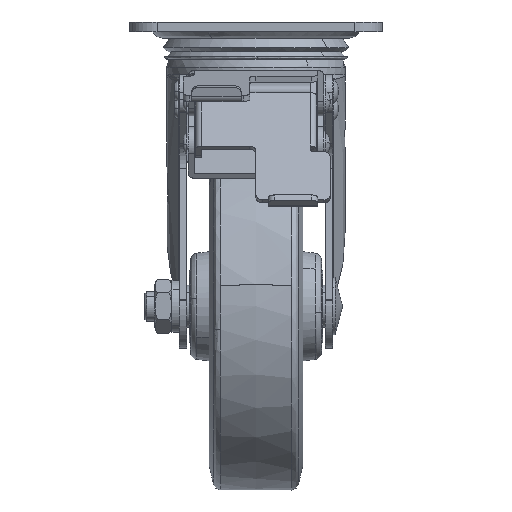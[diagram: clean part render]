
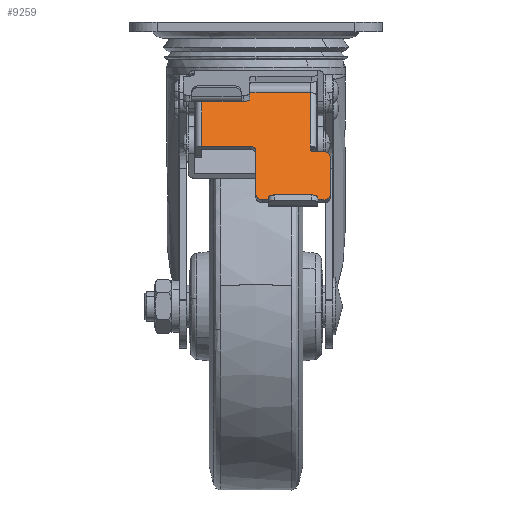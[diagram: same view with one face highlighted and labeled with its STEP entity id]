
A CAD part, left-side view. The second image highlights one B-rep face of the part: STEP entity #9259.
In plain terms, the highlighted free-form (B-spline) face has degree [1, 1] with [2, 2] control points.
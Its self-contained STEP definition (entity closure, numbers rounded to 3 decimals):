
#7787=CARTESIAN_POINT('',(-105.172,-23.25,-53.458));
#7788=VERTEX_POINT('',#7787);
#7789=CARTESIAN_POINT('',(-104.547,-22.0,-52.375));
#7790=VERTEX_POINT('',#7789);
#7791=CARTESIAN_POINT('',(-105.172,-23.25,-53.458));
#7792=CARTESIAN_POINT('',(-105.172,-23.086,-53.458));
#7793=CARTESIAN_POINT('',(-105.137,-22.739,-53.398));
#7794=CARTESIAN_POINT('',(-104.992,-22.327,-53.147));
#7795=CARTESIAN_POINT('',(-104.782,-22.061,-52.783));
#7796=CARTESIAN_POINT('',(-104.629,-22.,-52.517));
#7797=CARTESIAN_POINT('',(-104.547,-22.0,-52.375));
#7798=B_SPLINE_CURVE_WITH_KNOTS('',3,(#7791,#7792,#7793,#7794,#7795,#7796,#7797),.UNSPECIFIED.,.F.,.U.,(4,1,1,1,4),(0.,0.491,1.043,1.473,1.964),.UNSPECIFIED.);
#7799=EDGE_CURVE('',#7788,#7790,#7798,.T.);
#7921=CARTESIAN_POINT('',(-105.172,0.,-53.458));
#7922=VERTEX_POINT('',#7921);
#7928=CARTESIAN_POINT('',(-103.922,2.5,-51.293));
#7929=VERTEX_POINT('',#7928);
#7930=CARTESIAN_POINT('',(-103.922,2.5,-51.293));
#7931=CARTESIAN_POINT('',(-103.921,2.132,-51.293));
#7932=CARTESIAN_POINT('',(-103.984,1.58,-51.4));
#7933=CARTESIAN_POINT('',(-104.173,0.967,-51.728));
#7934=CARTESIAN_POINT('',(-104.371,0.55,-52.072));
#7935=CARTESIAN_POINT('',(-104.691,0.133,-52.626));
#7936=CARTESIAN_POINT('',(-104.988,-0.001,-53.139));
#7937=CARTESIAN_POINT('',(-105.172,0.,-53.458));
#7938=B_SPLINE_CURVE_WITH_KNOTS('',3,(#7930,#7931,#7932,#7933,#7934,#7935,#7936,#7937),.UNSPECIFIED.,.F.,.U.,(4,1,1,1,1,4),(0.,1.105,1.657,2.148,2.823,3.927),.UNSPECIFIED.);
#7939=EDGE_CURVE('',#7929,#7922,#7938,.T.);
#7963=CARTESIAN_POINT('',(-115.172,0.,-70.779));
#7964=VERTEX_POINT('',#7963);
#7965=CARTESIAN_POINT('',(-116.422,-2.5,-72.944));
#7966=VERTEX_POINT('',#7965);
#7967=CARTESIAN_POINT('',(-115.172,0.,-70.779));
#7968=CARTESIAN_POINT('',(-115.315,0.,-71.027));
#7969=CARTESIAN_POINT('',(-115.56,-0.085,-71.452));
#7970=CARTESIAN_POINT('',(-115.901,-0.428,-72.041));
#7971=CARTESIAN_POINT('',(-116.144,-0.879,-72.462));
#7972=CARTESIAN_POINT('',(-116.36,-1.58,-72.836));
#7973=CARTESIAN_POINT('',(-116.422,-2.132,-72.944));
#7974=CARTESIAN_POINT('',(-116.422,-2.5,-72.944));
#7975=B_SPLINE_CURVE_WITH_KNOTS('',3,(#7967,#7968,#7969,#7970,#7971,#7972,#7973,#7974),.UNSPECIFIED.,.F.,.U.,(4,1,1,1,1,4),(0.,0.859,1.473,2.27,2.823,3.927),.UNSPECIFIED.);
#7976=EDGE_CURVE('',#7964,#7966,#7975,.T.);
#8020=CARTESIAN_POINT('',(-116.422,-27.5,-72.944));
#8021=VERTEX_POINT('',#8020);
#8022=CARTESIAN_POINT('',(-115.172,-30.0,-70.779));
#8023=VERTEX_POINT('',#8022);
#8024=CARTESIAN_POINT('',(-116.422,-27.5,-72.944));
#8025=CARTESIAN_POINT('',(-116.422,-27.868,-72.944));
#8026=CARTESIAN_POINT('',(-116.35,-28.502,-72.82));
#8027=CARTESIAN_POINT('',(-116.081,-29.288,-72.353));
#8028=CARTESIAN_POINT('',(-115.693,-29.848,-71.682));
#8029=CARTESIAN_POINT('',(-115.356,-30.001,-71.097));
#8030=CARTESIAN_POINT('',(-115.172,-30.0,-70.779));
#8031=B_SPLINE_CURVE_WITH_KNOTS('',3,(#8024,#8025,#8026,#8027,#8028,#8029,#8030),.UNSPECIFIED.,.F.,.U.,(4,1,1,1,4),(0.,1.105,1.902,2.823,3.927),.UNSPECIFIED.);
#8032=EDGE_CURVE('',#8021,#8023,#8031,.T.);
#8076=CARTESIAN_POINT('',(-106.422,-30.0,-55.623));
#8077=VERTEX_POINT('',#8076);
#8078=CARTESIAN_POINT('',(-105.172,-27.5,-53.458));
#8079=VERTEX_POINT('',#8078);
#8080=CARTESIAN_POINT('',(-106.422,-30.0,-55.623));
#8081=CARTESIAN_POINT('',(-106.279,-30.,-55.375));
#8082=CARTESIAN_POINT('',(-106.002,-29.904,-54.897));
#8083=CARTESIAN_POINT('',(-105.685,-29.555,-54.347));
#8084=CARTESIAN_POINT('',(-105.447,-29.101,-53.934));
#8085=CARTESIAN_POINT('',(-105.238,-28.461,-53.574));
#8086=CARTESIAN_POINT('',(-105.171,-27.868,-53.458));
#8087=CARTESIAN_POINT('',(-105.172,-27.5,-53.458));
#8088=B_SPLINE_CURVE_WITH_KNOTS('',3,(#8080,#8081,#8082,#8083,#8084,#8085,#8086,#8087),.UNSPECIFIED.,.F.,.U.,(4,1,1,1,1,4),(0.,0.859,1.657,2.148,2.823,3.927),.UNSPECIFIED.);
#8089=EDGE_CURVE('',#8077,#8079,#8088,.T.);
#8130=CARTESIAN_POINT('',(-105.172,-27.5,-53.458));
#8131=CARTESIAN_POINT('',(-105.172,-23.25,-53.458));
#8132=QUASI_UNIFORM_CURVE('',1,(#8130,#8131),.UNSPECIFIED.,.F.,.U.);
#8133=EDGE_CURVE('',#8079,#7788,#8132,.T.);
#8320=CARTESIAN_POINT('',(-116.422,-5.,-72.944));
#8321=VERTEX_POINT('',#8320);
#8341=CARTESIAN_POINT('',(-116.422,-25.0,-72.944));
#8342=VERTEX_POINT('',#8341);
#8407=CARTESIAN_POINT('',(-116.422,-25.0,-72.944));
#8408=CARTESIAN_POINT('',(-116.422,-5.,-72.944));
#8409=QUASI_UNIFORM_CURVE('',1,(#8407,#8408),.UNSPECIFIED.,.F.,.U.);
#8410=EDGE_CURVE('',#8342,#8321,#8409,.T.);
#8426=CARTESIAN_POINT('',(-105.172,0.,-53.458));
#8427=CARTESIAN_POINT('',(-115.172,0.,-70.779));
#8428=QUASI_UNIFORM_CURVE('',1,(#8426,#8427),.UNSPECIFIED.,.F.,.U.);
#8429=EDGE_CURVE('',#7922,#7964,#8428,.T.);
#8440=CARTESIAN_POINT('',(-116.422,-5.,-72.944));
#8441=CARTESIAN_POINT('',(-116.422,-2.5,-72.944));
#8442=QUASI_UNIFORM_CURVE('',1,(#8440,#8441),.UNSPECIFIED.,.F.,.U.);
#8443=EDGE_CURVE('',#8321,#7966,#8442,.T.);
#8487=CARTESIAN_POINT('',(-91.422,-22.0,-29.642));
#8488=VERTEX_POINT('',#8487);
#8500=CARTESIAN_POINT('',(-104.547,-22.0,-52.375));
#8501=CARTESIAN_POINT('',(-91.422,-22.0,-29.642));
#8502=QUASI_UNIFORM_CURVE('',1,(#8500,#8501),.UNSPECIFIED.,.F.,.U.);
#8503=EDGE_CURVE('',#7790,#8488,#8502,.T.);
#8523=CARTESIAN_POINT('',(-103.922,22.0,-51.293));
#8524=VERTEX_POINT('',#8523);
#8538=CARTESIAN_POINT('',(-91.422,22.0,-29.642));
#8539=VERTEX_POINT('',#8538);
#8540=CARTESIAN_POINT('',(-91.422,22.0,-29.642));
#8541=CARTESIAN_POINT('',(-103.922,22.0,-51.293));
#8542=QUASI_UNIFORM_CURVE('',1,(#8540,#8541),.UNSPECIFIED.,.F.,.U.);
#8543=EDGE_CURVE('',#8539,#8524,#8542,.T.);
#9075=CARTESIAN_POINT('',(-91.422,22.0,-29.642));
#9076=CARTESIAN_POINT('',(-91.422,-22.0,-29.642));
#9077=QUASI_UNIFORM_CURVE('',1,(#9075,#9076),.UNSPECIFIED.,.F.,.U.);
#9078=EDGE_CURVE('',#8539,#8488,#9077,.T.);
#9101=CARTESIAN_POINT('',(-103.922,22.0,-51.293));
#9102=CARTESIAN_POINT('',(-103.922,2.5,-51.293));
#9103=QUASI_UNIFORM_CURVE('',1,(#9101,#9102),.UNSPECIFIED.,.F.,.U.);
#9104=EDGE_CURVE('',#8524,#7929,#9103,.T.);
#9183=CARTESIAN_POINT('',(-116.422,-27.5,-72.944));
#9184=CARTESIAN_POINT('',(-116.422,-25.0,-72.944));
#9185=QUASI_UNIFORM_CURVE('',1,(#9183,#9184),.UNSPECIFIED.,.F.,.U.);
#9186=EDGE_CURVE('',#8021,#8342,#9185,.T.);
#9203=CARTESIAN_POINT('',(-106.422,-30.0,-55.623));
#9204=CARTESIAN_POINT('',(-115.172,-30.0,-70.779));
#9205=QUASI_UNIFORM_CURVE('',1,(#9203,#9204),.UNSPECIFIED.,.F.,.U.);
#9206=EDGE_CURVE('',#8077,#8023,#9205,.T.);
#9237=CARTESIAN_POINT('',(-90.173,-32.597,-27.479));
#9238=CARTESIAN_POINT('',(-117.67,-32.597,-75.106));
#9239=CARTESIAN_POINT('',(-90.173,24.597,-27.479));
#9240=CARTESIAN_POINT('',(-117.67,24.597,-75.106));
#9241=B_SPLINE_SURFACE_WITH_KNOTS('',1,1,((#9237,#9239),(#9238,#9240)),.UNSPECIFIED.,.F.,.F.,.U.,(2,2),(2,2),(0.0,54.995),(0.0,57.195),.UNSPECIFIED.);
#9242=ORIENTED_EDGE('',*,*,#9206,.F.);
#9243=ORIENTED_EDGE('',*,*,#8089,.T.);
#9244=ORIENTED_EDGE('',*,*,#8133,.T.);
#9245=ORIENTED_EDGE('',*,*,#7799,.T.);
#9246=ORIENTED_EDGE('',*,*,#8503,.T.);
#9247=ORIENTED_EDGE('',*,*,#9078,.F.);
#9248=ORIENTED_EDGE('',*,*,#8543,.T.);
#9249=ORIENTED_EDGE('',*,*,#9104,.T.);
#9250=ORIENTED_EDGE('',*,*,#7939,.T.);
#9251=ORIENTED_EDGE('',*,*,#8429,.T.);
#9252=ORIENTED_EDGE('',*,*,#7976,.T.);
#9253=ORIENTED_EDGE('',*,*,#8443,.F.);
#9254=ORIENTED_EDGE('',*,*,#8410,.F.);
#9255=ORIENTED_EDGE('',*,*,#9186,.F.);
#9256=ORIENTED_EDGE('',*,*,#8032,.T.);
#9257=EDGE_LOOP('',(#9242,#9243,#9244,#9245,#9246,#9247,#9248,#9249,#9250,#9251,#9252,#9253,#9254,#9255,#9256));
#9258=FACE_OUTER_BOUND('',#9257,.T.);
#9259=ADVANCED_FACE('',(#9258),#9241,.F.);
